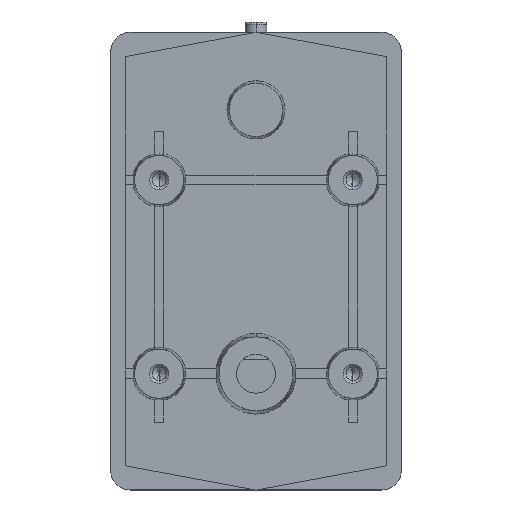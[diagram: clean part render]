
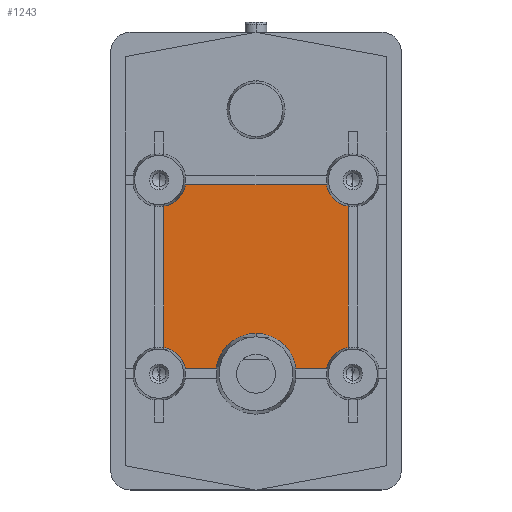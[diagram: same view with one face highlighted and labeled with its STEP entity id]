
A CAD part, left-side view. The second image highlights one B-rep face of the part: STEP entity #1243.
In plain terms, the highlighted planar face has unit normal (-1, 0, 0).
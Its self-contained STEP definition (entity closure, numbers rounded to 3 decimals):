
#823=CARTESIAN_POINT('POINT5154',(8.5,8.265,1.
   ));
#824=VERTEX_POINT('VERTEX5154',#823);
#831=CARTESIAN_POINT('POINT5155',(8.5,14.592,1.
   ));
#832=VERTEX_POINT('VERTEX5155',#831);
#833=CARTESIAN_POINT('POS7477',(8.5,0.,1.));
#834=DIRECTION('DIR11746',(0.,-1.,0.));
#835=VECTOR('VEC3208',#834,1.);
#836=LINE('STRAIGHT3208',#833,#835);
#837=EDGE_CURVE('EDGE8248',#832,#824,#836,.T.);
#854=CARTESIAN_POINT('POINT5156',(8.5,-8.265,
   1.));
#855=VERTEX_POINT('VERTEX5156',#854);
#868=CARTESIAN_POINT('POINT5159',(8.5,-14.592,
   1.));
#869=VERTEX_POINT('VERTEX5159',#868);
#876=EDGE_CURVE('EDGE8253',#855,#869,#836,.T.);
#1052=CARTESIAN_POINT('POINT5179',(8.5,-19.,
   34.592));
#1053=VERTEX_POINT('VERTEX5179',#1052);
#1060=CARTESIAN_POINT('POINT5180',(8.5,-19.,
   5.408));
#1061=VERTEX_POINT('VERTEX5180',#1060);
#1062=CARTESIAN_POINT('POS7492',(8.5,-19.,21.625));
#1063=DIRECTION('DIR11772',(0.,0.,1.));
#1064=VECTOR('VEC3212',#1063,1.);
#1065=LINE('STRAIGHT3212',#1062,#1064);
#1066=EDGE_CURVE('EDGE8275',#1061,#1053,#1065,.T.);
#1152=CARTESIAN_POINT('POINT5190',(8.5,
   14.592,39.));
#1153=VERTEX_POINT('VERTEX5190',#1152);
#1160=CARTESIAN_POINT('POINT5191',(8.5,
   -14.592,39.));
#1161=VERTEX_POINT('VERTEX5191',#1160);
#1162=CARTESIAN_POINT('POS7500',(8.5,0.,39.));
#1163=DIRECTION('DIR11784',(0.,1.,0.));
#1164=VECTOR('VEC3216',#1163,1.);
#1165=LINE('STRAIGHT3216',#1162,#1164);
#1166=EDGE_CURVE('EDGE8287',#1161,#1153,#1165,.T.);
#1183=CARTESIAN_POINT('POINT5192',(8.5,0.,
   8.325));
#1184=VERTEX_POINT('VERTEX5192',#1183);
#1185=CARTESIAN_POINT('POS7502',(8.5,0.,0.
   ));
#1186=DIRECTION('DIR11787',(1.,0.,0.));
#1187=DIRECTION('DIR11788',(0.,0.,1.));
#1188=AXIS2_PLACEMENT_3D('AXIS4286',#1185,#1186,#1187);
#1189=CIRCLE('ELLIPSE2078',#1188,8.325);
#1190=EDGE_CURVE('EDGE8289',#824,#1184,#1189,.T.);
#1191=ORIENTED_EDGE('COEDGE16526',*,*,#1190,.T.);
#1192=EDGE_CURVE('EDGE8290',#1184,#855,#1189,.T.);
#1193=ORIENTED_EDGE('COEDGE16527',*,*,#1192,.T.);
#1194=ORIENTED_EDGE('COEDGE16528',*,*,#876,.T.);
#1195=CARTESIAN_POINT('POS7503',(8.5,-20.,
   0.));
#1196=DIRECTION('DIR11789',(1.,0.,0.));
#1197=DIRECTION('DIR11790',(0.,0.,1.));
#1198=AXIS2_PLACEMENT_3D('AXIS4287',#1195,#1196,#1197);
#1199=CIRCLE('ELLIPSE2079',#1198,5.5);
#1200=EDGE_CURVE('EDGE8291',#869,#1061,#1199,.T.);
#1201=ORIENTED_EDGE('COEDGE16529',*,*,#1200,.T.);
#1202=ORIENTED_EDGE('COEDGE16530',*,*,#1066,.T.);
#1203=CARTESIAN_POINT('POS7504',(8.5,-20.,40.));
#1204=DIRECTION('DIR11791',(1.,0.,0.));
#1205=DIRECTION('DIR11792',(0.,0.,1.));
#1206=AXIS2_PLACEMENT_3D('AXIS4288',#1203,#1204,#1205);
#1207=CIRCLE('ELLIPSE2080',#1206,5.5);
#1208=EDGE_CURVE('EDGE8292',#1053,#1161,#1207,.T.);
#1209=ORIENTED_EDGE('COEDGE16531',*,*,#1208,.T.);
#1210=ORIENTED_EDGE('COEDGE16532',*,*,#1166,.T.);
#1211=CARTESIAN_POINT('POINT5193',(8.5,19.,
   34.592));
#1212=VERTEX_POINT('VERTEX5193',#1211);
#1213=CARTESIAN_POINT('POS7505',(8.5,20.,40.));
#1214=DIRECTION('DIR11793',(1.,0.,0.));
#1215=DIRECTION('DIR11794',(0.,0.,1.));
#1216=AXIS2_PLACEMENT_3D('AXIS4289',#1213,#1214,#1215);
#1217=CIRCLE('ELLIPSE2081',#1216,5.5);
#1218=EDGE_CURVE('EDGE8293',#1153,#1212,#1217,.T.);
#1219=ORIENTED_EDGE('COEDGE16533',*,*,#1218,.T.);
#1220=CARTESIAN_POINT('POINT5194',(8.5,19.,
   5.408));
#1221=VERTEX_POINT('VERTEX5194',#1220);
#1222=CARTESIAN_POINT('POS7506',(8.5,19.,21.625));
#1223=DIRECTION('DIR11795',(0.,0.,-1.));
#1224=VECTOR('VEC3217',#1223,1.);
#1225=LINE('STRAIGHT3217',#1222,#1224);
#1226=EDGE_CURVE('EDGE8294',#1212,#1221,#1225,.T.);
#1227=ORIENTED_EDGE('COEDGE16534',*,*,#1226,.T.);
#1228=CARTESIAN_POINT('POS7507',(8.5,20.,0.
   ));
#1229=DIRECTION('DIR11796',(1.,0.,0.));
#1230=DIRECTION('DIR11797',(0.,0.,1.));
#1231=AXIS2_PLACEMENT_3D('AXIS4290',#1228,#1229,#1230);
#1232=CIRCLE('ELLIPSE2082',#1231,5.5);
#1233=EDGE_CURVE('EDGE8295',#1221,#832,#1232,.T.);
#1234=ORIENTED_EDGE('COEDGE16535',*,*,#1233,.T.);
#1235=ORIENTED_EDGE('COEDGE16536',*,*,#837,.T.);
#1236=EDGE_LOOP('NONE',(#1191,#1193,#1194,#1201,#1202,#1209,#1210,#1219,
   #1227,#1234,#1235));
#1237=FACE_BOUND('LOOP1',#1236,.T.);
#1238=CARTESIAN_POINT('POS7508',(8.5,0.,23.25));
#1239=DIRECTION('DIR11798',(1.,0.,0.));
#1240=DIRECTION('DIR11799',(0.,1.,0.));
#1241=AXIS2_PLACEMENT_3D('AXIS4291',#1238,#1239,#1240);
#1242=PLANE('PLANE1170',#1241);
#1243=ADVANCED_FACE('FACE3756',(#1237),#1242,.F.);
